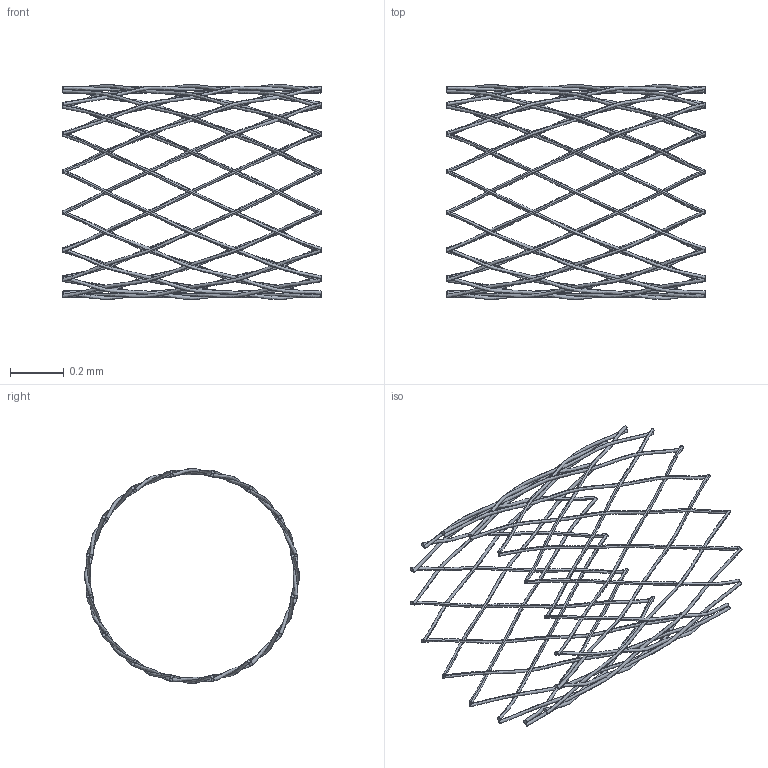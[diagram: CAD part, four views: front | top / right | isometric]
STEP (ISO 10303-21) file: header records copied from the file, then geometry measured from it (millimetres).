
FILE_DESCRIPTION(('FreeCAD Model'),'2;1');
FILE_NAME('Open CASCADE Shape Model','2025-04-29T15:59:08',('FreeCAD'),( 'FreeCAD'),'Open CASCADE STEP processor 7.6','FreeCAD','Unknown');
FILE_SCHEMA(('AUTOMOTIVE_DESIGN { 1 0 10303 214 1 1 1 1 }'));
Length unit declared in the file: millimetre
Products named in the file (1): Open CASCADE STEP translator 7.6 1
Bounding box: 0.97 x 0.8 x 0.8 mm (x, y, z)
Volume: 0 mm3; surface area: 1.3 mm2
Topology: 32 solids, 32 shells, 128 faces, 192 edges, 128 vertices
Faces by surface type: bspline 128
Entity records: 18768 total; most frequent: CARTESIAN_POINT 17281, ORIENTED_EDGE 384, EDGE_CURVE 192, B_SPLINE_CURVE_WITH_KNOTS 192, ADVANCED_FACE 128, FACE_BOUND 128, EDGE_LOOP 128, VERTEX_POINT 128
